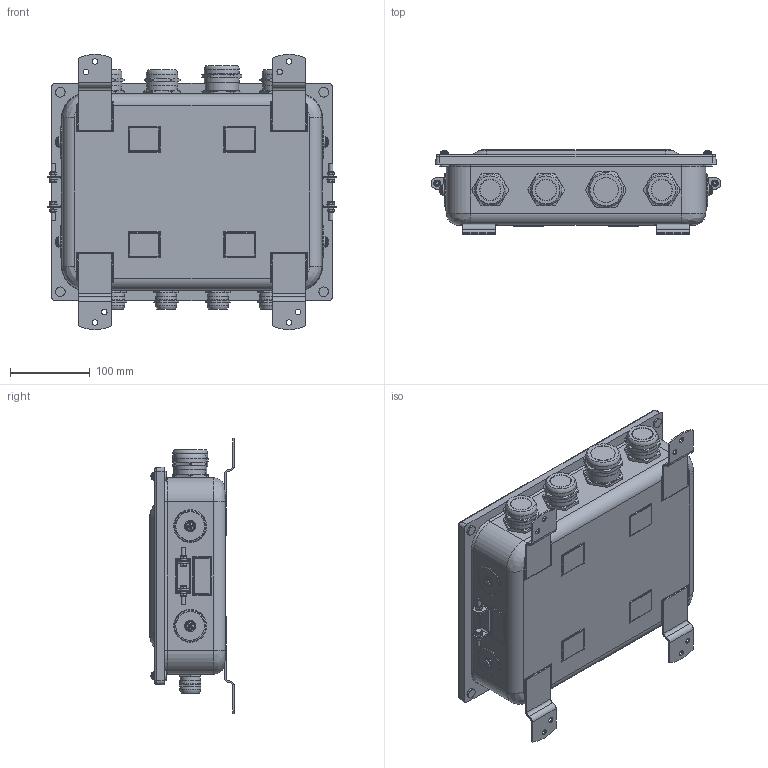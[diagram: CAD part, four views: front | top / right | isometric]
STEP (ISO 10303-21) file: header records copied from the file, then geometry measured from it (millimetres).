
FILE_DESCRIPTION(/* description */ (''),/* implementation_level */ '2;1');
FILE_NAME(/* name */ '',/* time_stamp */ '2025-07-22T11:57:55+07:00',/* author */ ('zeta-72'),/* organization */ (''),/* preprocessor_version */ 'ST-DEVELOPER v19.2',/* originating_system */ 'Autodesk Inventor 2024',/* authorisation */ '');
FILE_SCHEMA (('AUTOMOTIVE_DESIGN { 1 0 10303 214 3 1 1 }'));
Length unit declared in the file: millimetre
Products named in the file (1): ЗЭТА.030.360.000 СБ Коробка 
клеммная КМ 65-40 IP65_Упростить_
1
Bounding box: 363 x 105.5 x 344.62 mm (x, y, z)
Volume: 7578046.2 mm3; surface area: 344195.4 mm2
Topology: 1 solids, 1 shells, 996 faces, 2404 edges, 1499 vertices
Faces by surface type: plane 391, cylinder 274, cone 207, torus 84, bspline 32, sphere 8
Full cylindrical faces by diameter (mm): 5 x8, 6.7 x4, 7 x8, 10 x8, 12 x4, 14 x4, 16.8 x4, 25 x4, 25.9 x3, 26.5 x8, 31 x1, 36 x4, 38 x3, 39.3 x6, 42 x1, 44 x2
Entity records: 31430 total; most frequent: CARTESIAN_POINT 7864, ORIENTED_EDGE 4784, DIRECTION 4729, EDGE_CURVE 2392, AXIS2_PLACEMENT_3D 1916, VERTEX_POINT 1499, EDGE_LOOP 1121, STYLED_ITEM 996
